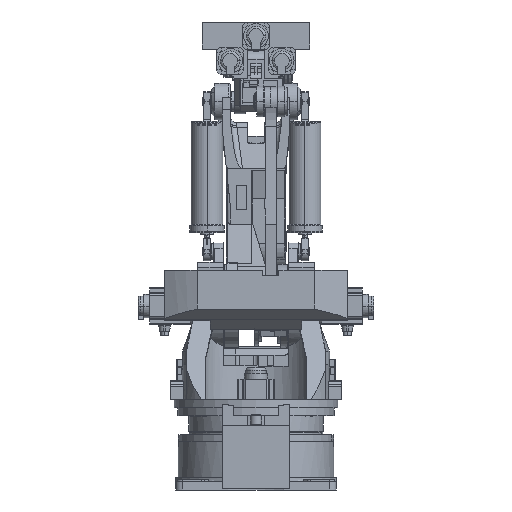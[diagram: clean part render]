
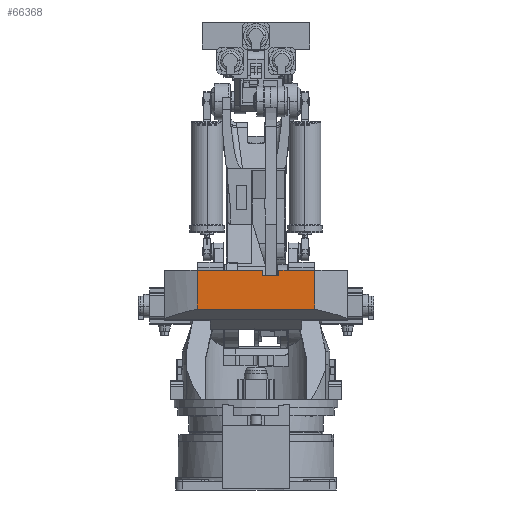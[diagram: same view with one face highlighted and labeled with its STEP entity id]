
A CAD part, left-side view. The second image highlights one B-rep face of the part: STEP entity #66368.
In plain terms, the highlighted planar face has unit normal (-1, 0, 0).
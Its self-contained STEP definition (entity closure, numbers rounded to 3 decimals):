
#5828 = CARTESIAN_POINT ( 'NONE',  ( -155., 290., 287.228 ) ) ;
#11983 = VERTEX_POINT ( 'NONE', #33137 ) ;
#12835 = CARTESIAN_POINT ( 'NONE',  ( -155., 100., 450. ) ) ;
#13521 = LINE ( 'NONE', #33712, #88631 ) ;
#19014 = ORIENTED_EDGE ( 'NONE', *, *, #58689, .F. ) ;
#20840 = ORIENTED_EDGE ( 'NONE', *, *, #92093, .T. ) ;
#21040 = EDGE_CURVE ( 'NONE', #95880, #37630, #25694, .T. ) ;
#23908 = VECTOR ( 'NONE', #30270, 1000. ) ;
#24379 = VECTOR ( 'NONE', #35043, 1000. ) ;
#25137 = VECTOR ( 'NONE', #68232, 1000. ) ;
#25694 = LINE ( 'NONE', #59830, #97999 ) ;
#25944 = CARTESIAN_POINT ( 'NONE',  ( -155., -1310., -287.228 ) ) ;
#28028 = LINE ( 'NONE', #57548, #25137 ) ;
#29860 = VERTEX_POINT ( 'NONE', #52343 ) ;
#30270 = DIRECTION ( 'NONE',  ( 0., -1., 0. ) ) ;
#30711 = ORIENTED_EDGE ( 'NONE', *, *, #101294, .T. ) ;
#33137 = CARTESIAN_POINT ( 'NONE',  ( -155., 100., 287.228 ) ) ;
#33712 = CARTESIAN_POINT ( 'NONE',  ( -155., 290., 32. ) ) ;
#34651 = DIRECTION ( 'NONE',  ( 0., 0., 1. ) ) ;
#35043 = DIRECTION ( 'NONE',  ( 0., 1., 0. ) ) ;
#36288 = VERTEX_POINT ( 'NONE', #43514 ) ;
#37630 = VERTEX_POINT ( 'NONE', #96315 ) ;
#38570 = DIRECTION ( 'NONE',  ( 0., -1., 0. ) ) ;
#39600 = VECTOR ( 'NONE', #85302, 1000. ) ;
#43514 = CARTESIAN_POINT ( 'NONE',  ( -155., 265., 32. ) ) ;
#48761 = EDGE_CURVE ( 'NONE', #92446, #36288, #13521, .T. ) ;
#49723 = DIRECTION ( 'NONE',  ( 0., 0., -1. ) ) ;
#50960 = DIRECTION ( 'NONE',  ( 0., 0., -1. ) ) ;
#52343 = CARTESIAN_POINT ( 'NONE',  ( -155., 290., -287.228 ) ) ;
#52652 = VERTEX_POINT ( 'NONE', #102573 ) ;
#54127 = EDGE_CURVE ( 'NONE', #11983, #52652, #63705, .T. ) ;
#54256 = ORIENTED_EDGE ( 'NONE', *, *, #63379, .F. ) ;
#57548 = CARTESIAN_POINT ( 'NONE',  ( -155., 290., 450. ) ) ;
#58035 = ORIENTED_EDGE ( 'NONE', *, *, #21040, .T. ) ;
#58097 = PLANE ( 'NONE',  #112533 ) ;
#58483 = CARTESIAN_POINT ( 'NONE',  ( -155., 290., 450. ) ) ;
#58689 = EDGE_CURVE ( 'NONE', #105613, #11983, #96213, .T. ) ;
#59830 = CARTESIAN_POINT ( 'NONE',  ( -155., 290., 112. ) ) ;
#63379 = EDGE_CURVE ( 'NONE', #52652, #29860, #96691, .T. ) ;
#63705 = LINE ( 'NONE', #12835, #39600 ) ;
#66368 = ADVANCED_FACE ( 'NONE', ( #76640 ), #58097, .F. ) ;
#68232 = DIRECTION ( 'NONE',  ( 0., 0., -1. ) ) ;
#70673 = VECTOR ( 'NONE', #34651, 1000. ) ;
#76640 = FACE_OUTER_BOUND ( 'NONE', #82242, .T. ) ;
#79796 = CARTESIAN_POINT ( 'NONE',  ( -155., 265., 32. ) ) ;
#80239 = ORIENTED_EDGE ( 'NONE', *, *, #54127, .F. ) ;
#82242 = EDGE_LOOP ( 'NONE', ( #90058, #30711, #54256, #80239, #19014, #20840, #58035, #109871 ) ) ;
#84537 = CARTESIAN_POINT ( 'NONE',  ( -155., -1310., 287.228 ) ) ;
#85302 = DIRECTION ( 'NONE',  ( 0., 0., -1. ) ) ;
#86751 = DIRECTION ( 'NONE',  ( 0., -1., 0. ) ) ;
#88631 = VECTOR ( 'NONE', #38570, 1000. ) ;
#89264 = CARTESIAN_POINT ( 'NONE',  ( -155., 290., 112. ) ) ;
#89744 = VECTOR ( 'NONE', #50960, 1000. ) ;
#90058 = ORIENTED_EDGE ( 'NONE', *, *, #48761, .F. ) ;
#92093 = EDGE_CURVE ( 'NONE', #105613, #95880, #111030, .T. ) ;
#92446 = VERTEX_POINT ( 'NONE', #102759 ) ;
#95880 = VERTEX_POINT ( 'NONE', #89264 ) ;
#96213 = LINE ( 'NONE', #84537, #23908 ) ;
#96315 = CARTESIAN_POINT ( 'NONE',  ( -155., 265., 112. ) ) ;
#96691 = LINE ( 'NONE', #25944, #24379 ) ;
#97624 = LINE ( 'NONE', #79796, #70673 ) ;
#97999 = VECTOR ( 'NONE', #86751, 1000. ) ;
#101294 = EDGE_CURVE ( 'NONE', #92446, #29860, #28028, .T. ) ;
#102573 = CARTESIAN_POINT ( 'NONE',  ( -155., 100., -287.228 ) ) ;
#102759 = CARTESIAN_POINT ( 'NONE',  ( -155., 290., 32. ) ) ;
#103963 = DIRECTION ( 'NONE',  ( 1., 0., 0. ) ) ;
#105188 = CARTESIAN_POINT ( 'NONE',  ( -155., 290., 450. ) ) ;
#105613 = VERTEX_POINT ( 'NONE', #5828 ) ;
#107525 = EDGE_CURVE ( 'NONE', #36288, #37630, #97624, .T. ) ;
#109871 = ORIENTED_EDGE ( 'NONE', *, *, #107525, .F. ) ;
#111030 = LINE ( 'NONE', #105188, #89744 ) ;
#112533 = AXIS2_PLACEMENT_3D ( 'NONE', #58483, #103963, #49723 ) ;
